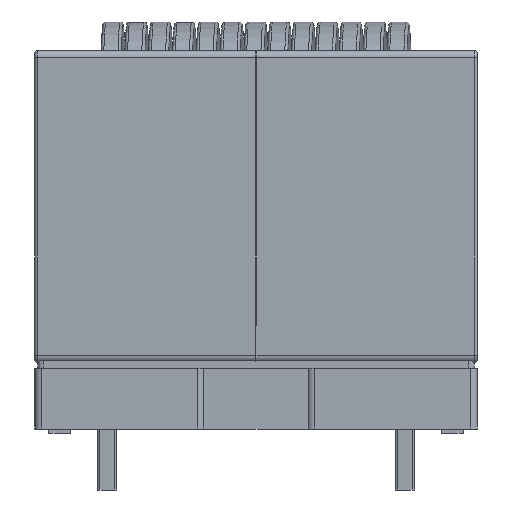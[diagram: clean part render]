
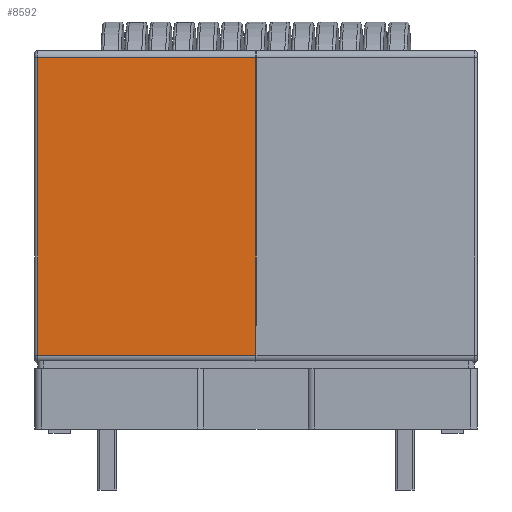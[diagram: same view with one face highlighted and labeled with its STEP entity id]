
A CAD part, left-side view. The second image highlights one B-rep face of the part: STEP entity #8592.
In plain terms, the highlighted face is planar.
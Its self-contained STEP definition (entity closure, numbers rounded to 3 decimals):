
#1831=ORIENTED_EDGE('',*,*,#4125,.T.);
#1832=ORIENTED_EDGE('',*,*,#4126,.T.);
#1833=ORIENTED_EDGE('',*,*,#4127,.T.);
#1834=ORIENTED_EDGE('',*,*,#4114,.F.);
#4114=EDGE_CURVE('',#5293,#5294,#6147,.T.);
#4125=EDGE_CURVE('',#5293,#5301,#6151,.F.);
#4126=EDGE_CURVE('',#5301,#5302,#6152,.T.);
#4127=EDGE_CURVE('',#5302,#5294,#6153,.T.);
#5293=VERTEX_POINT('',#23530);
#5294=VERTEX_POINT('',#23532);
#5301=VERTEX_POINT('',#23552);
#5302=VERTEX_POINT('',#23554);
#6147=LINE('',#23531,#6721);
#6151=LINE('',#23551,#6725);
#6152=LINE('',#23553,#6726);
#6153=LINE('',#23555,#6727);
#6721=VECTOR('',#11992,1000.);
#6725=VECTOR('',#12014,1000.);
#6726=VECTOR('',#12015,1000.);
#6727=VECTOR('',#12016,1000.);
#7217=EDGE_LOOP('',(#1831,#1832,#1833,#1834));
#7781=FACE_BOUND('',#7217,.T.);
#8305=PLANE('',#11182);
#8592=ADVANCED_FACE('',(#7781),#8305,.T.);
#11182=AXIS2_PLACEMENT_3D('',#23550,#12012,#12013);
#11992=DIRECTION('',(0.,-1.,0.));
#12012=DIRECTION('',(1.,0.,0.));
#12013=DIRECTION('',(0.,1.,0.));
#12014=DIRECTION('',(0.,0.,-1.));
#12015=DIRECTION('',(0.,-1.,0.));
#12016=DIRECTION('',(0.,0.,-1.));
#23530=CARTESIAN_POINT('',(16.,10.5,-7.8));
#23531=CARTESIAN_POINT('',(16.,11.,-7.8));
#23532=CARTESIAN_POINT('',(16.,-10.5,-7.8));
#23550=CARTESIAN_POINT('',(16.,11.,7.8));
#23551=CARTESIAN_POINT('',(16.,10.5,7.8));
#23552=CARTESIAN_POINT('',(16.,10.5,7.6));
#23553=CARTESIAN_POINT('',(16.,-10.5,7.6));
#23554=CARTESIAN_POINT('',(16.,-10.5,7.6));
#23555=CARTESIAN_POINT('',(16.,-10.5,7.8));
